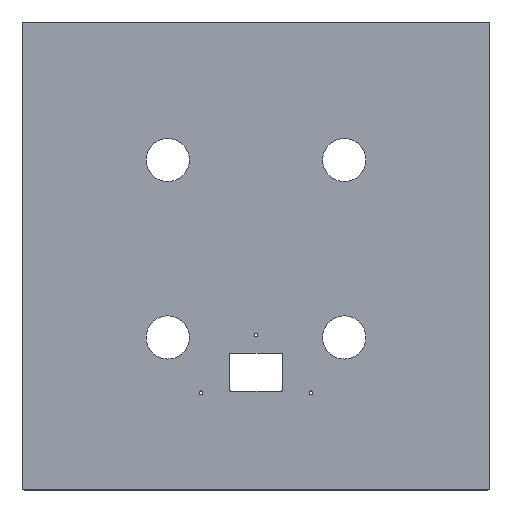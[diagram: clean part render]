
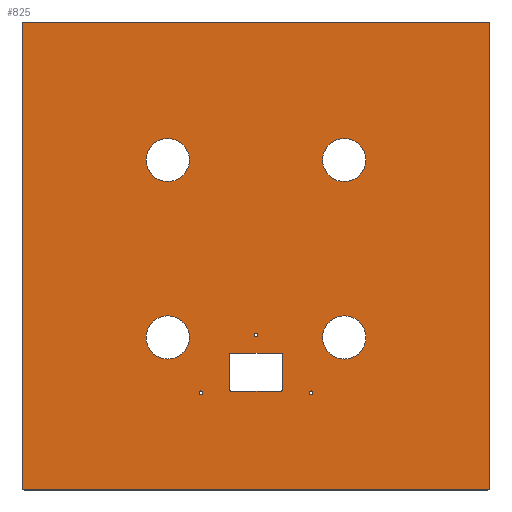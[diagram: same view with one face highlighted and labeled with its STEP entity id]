
A CAD part, top view. The second image highlights one B-rep face of the part: STEP entity #825.
In plain terms, the highlighted planar face has unit normal (0, 0, 1).
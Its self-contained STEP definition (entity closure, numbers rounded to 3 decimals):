
#42 = VERTEX_POINT('',#43);
#43 = CARTESIAN_POINT('',(-220.111,209.776,
    20.1));
#49 = EDGE_CURVE('',#42,#50,#52,.T.);
#50 = VERTEX_POINT('',#51);
#51 = CARTESIAN_POINT('',(-220.111,-219.224,
    20.1));
#52 = LINE('',#53,#54);
#53 = CARTESIAN_POINT('',(-220.111,209.776,
    20.1));
#54 = VECTOR('',#55,1.);
#55 = DIRECTION('',(0.,-1.,0.));
#80 = EDGE_CURVE('',#50,#81,#83,.T.);
#81 = VERTEX_POINT('',#82);
#82 = CARTESIAN_POINT('',(-218.111,-221.224,
    20.1));
#83 = CIRCLE('',#84,2.);
#84 = AXIS2_PLACEMENT_3D('',#85,#86,#87);
#85 = CARTESIAN_POINT('',(-218.111,-219.224,
    20.1));
#86 = DIRECTION('',(0.,0.,1.));
#87 = DIRECTION('',(1.,0.,0.));
#113 = EDGE_CURVE('',#81,#114,#116,.T.);
#114 = VERTEX_POINT('',#115);
#115 = CARTESIAN_POINT('',(210.889,-221.224,
    20.1));
#116 = LINE('',#117,#118);
#117 = CARTESIAN_POINT('',(-218.111,-221.224,
    20.1));
#118 = VECTOR('',#119,1.);
#119 = DIRECTION('',(1.,0.,0.));
#144 = EDGE_CURVE('',#114,#145,#147,.T.);
#145 = VERTEX_POINT('',#146);
#146 = CARTESIAN_POINT('',(212.889,-219.224,
    20.1));
#147 = CIRCLE('',#148,2.);
#148 = AXIS2_PLACEMENT_3D('',#149,#150,#151);
#149 = CARTESIAN_POINT('',(210.889,-219.224,
    20.1));
#150 = DIRECTION('',(0.,0.,1.));
#151 = DIRECTION('',(1.,0.,0.));
#177 = EDGE_CURVE('',#145,#178,#180,.T.);
#178 = VERTEX_POINT('',#179);
#179 = CARTESIAN_POINT('',(212.889,209.776,
    20.1));
#180 = LINE('',#181,#182);
#181 = CARTESIAN_POINT('',(212.889,-219.224,
    20.1));
#182 = VECTOR('',#183,1.);
#183 = DIRECTION('',(0.,1.,0.));
#208 = EDGE_CURVE('',#178,#209,#211,.T.);
#209 = VERTEX_POINT('',#210);
#210 = CARTESIAN_POINT('',(210.889,211.776,
    20.1));
#211 = CIRCLE('',#212,2.);
#212 = AXIS2_PLACEMENT_3D('',#213,#214,#215);
#213 = CARTESIAN_POINT('',(210.889,209.776,
    20.1));
#214 = DIRECTION('',(0.,0.,1.));
#215 = DIRECTION('',(1.,0.,0.));
#241 = EDGE_CURVE('',#209,#242,#244,.T.);
#242 = VERTEX_POINT('',#243);
#243 = CARTESIAN_POINT('',(-218.111,211.776,
    20.1));
#244 = LINE('',#245,#246);
#245 = CARTESIAN_POINT('',(210.889,211.776,
    20.1));
#246 = VECTOR('',#247,1.);
#247 = DIRECTION('',(-1.,0.,0.));
#272 = EDGE_CURVE('',#242,#42,#273,.T.);
#273 = CIRCLE('',#274,2.);
#274 = AXIS2_PLACEMENT_3D('',#275,#276,#277);
#275 = CARTESIAN_POINT('',(-218.111,209.776,
    20.1));
#276 = DIRECTION('',(0.,0.,1.));
#277 = DIRECTION('',(1.,0.,0.));
#298 = VERTEX_POINT('',#299);
#299 = CARTESIAN_POINT('',(-26.161,-129.764,
    20.1));
#305 = EDGE_CURVE('',#298,#306,#308,.T.);
#306 = VERTEX_POINT('',#307);
#307 = CARTESIAN_POINT('',(18.939,-129.764,
    20.1));
#308 = LINE('',#309,#310);
#309 = CARTESIAN_POINT('',(-26.161,-129.764,
    20.1));
#310 = VECTOR('',#311,1.);
#311 = DIRECTION('',(1.,0.,0.));
#336 = EDGE_CURVE('',#306,#337,#339,.T.);
#337 = VERTEX_POINT('',#338);
#338 = CARTESIAN_POINT('',(20.939,-127.764,
    20.1));
#339 = CIRCLE('',#340,2.);
#340 = AXIS2_PLACEMENT_3D('',#341,#342,#343);
#341 = CARTESIAN_POINT('',(18.939,-127.764,
    20.1));
#342 = DIRECTION('',(0.,0.,1.));
#343 = DIRECTION('',(1.,0.,0.));
#369 = EDGE_CURVE('',#337,#370,#372,.T.);
#370 = VERTEX_POINT('',#371);
#371 = CARTESIAN_POINT('',(20.939,-96.651,
    20.1));
#372 = LINE('',#373,#374);
#373 = CARTESIAN_POINT('',(20.939,-127.764,
    20.1));
#374 = VECTOR('',#375,1.);
#375 = DIRECTION('',(0.,1.,0.));
#400 = EDGE_CURVE('',#370,#401,#403,.T.);
#401 = VERTEX_POINT('',#402);
#402 = CARTESIAN_POINT('',(18.939,-94.651,
    20.1));
#403 = CIRCLE('',#404,2.);
#404 = AXIS2_PLACEMENT_3D('',#405,#406,#407);
#405 = CARTESIAN_POINT('',(18.939,-96.651,
    20.1));
#406 = DIRECTION('',(0.,0.,1.));
#407 = DIRECTION('',(1.,0.,0.));
#433 = EDGE_CURVE('',#401,#434,#436,.T.);
#434 = VERTEX_POINT('',#435);
#435 = CARTESIAN_POINT('',(-26.161,-94.651,
    20.1));
#436 = LINE('',#437,#438);
#437 = CARTESIAN_POINT('',(18.939,-94.651,
    20.1));
#438 = VECTOR('',#439,1.);
#439 = DIRECTION('',(-1.,0.,0.));
#464 = EDGE_CURVE('',#434,#465,#467,.T.);
#465 = VERTEX_POINT('',#466);
#466 = CARTESIAN_POINT('',(-28.161,-96.651,
    20.1));
#467 = CIRCLE('',#468,2.);
#468 = AXIS2_PLACEMENT_3D('',#469,#470,#471);
#469 = CARTESIAN_POINT('',(-26.161,-96.651,
    20.1));
#470 = DIRECTION('',(0.,0.,1.));
#471 = DIRECTION('',(1.,0.,0.));
#497 = EDGE_CURVE('',#465,#498,#500,.T.);
#498 = VERTEX_POINT('',#499);
#499 = CARTESIAN_POINT('',(-28.161,-127.764,
    20.1));
#500 = LINE('',#501,#502);
#501 = CARTESIAN_POINT('',(-28.161,-96.651,
    20.1));
#502 = VECTOR('',#503,1.);
#503 = DIRECTION('',(0.,-1.,0.));
#528 = EDGE_CURVE('',#498,#298,#529,.T.);
#529 = CIRCLE('',#530,2.);
#530 = AXIS2_PLACEMENT_3D('',#531,#532,#533);
#531 = CARTESIAN_POINT('',(-26.161,-127.764,
    20.1));
#532 = DIRECTION('',(0.,0.,1.));
#533 = DIRECTION('',(1.,0.,0.));
#554 = VERTEX_POINT('',#555);
#555 = CARTESIAN_POINT('',(98.066,84.072,
    20.1));
#561 = EDGE_CURVE('',#554,#554,#562,.T.);
#562 = CIRCLE('',#563,20.);
#563 = AXIS2_PLACEMENT_3D('',#564,#565,#566);
#564 = CARTESIAN_POINT('',(78.066,84.072,
    20.1));
#565 = DIRECTION('',(0.,0.,1.));
#566 = DIRECTION('',(1.,0.,0.));
#587 = VERTEX_POINT('',#588);
#588 = CARTESIAN_POINT('',(-65.288,84.072,
    20.1));
#594 = EDGE_CURVE('',#587,#587,#595,.T.);
#595 = CIRCLE('',#596,20.);
#596 = AXIS2_PLACEMENT_3D('',#597,#598,#599);
#597 = CARTESIAN_POINT('',(-85.288,84.072,
    20.1));
#598 = DIRECTION('',(0.,0.,1.));
#599 = DIRECTION('',(1.,0.,0.));
#620 = VERTEX_POINT('',#621);
#621 = CARTESIAN_POINT('',(98.066,-80.078,
    20.1));
#627 = EDGE_CURVE('',#620,#620,#628,.T.);
#628 = CIRCLE('',#629,20.);
#629 = AXIS2_PLACEMENT_3D('',#630,#631,#632);
#630 = CARTESIAN_POINT('',(78.066,-80.078,
    20.1));
#631 = DIRECTION('',(0.,0.,1.));
#632 = DIRECTION('',(1.,0.,0.));
#653 = VERTEX_POINT('',#654);
#654 = CARTESIAN_POINT('',(-65.288,-80.078,
    20.1));
#660 = EDGE_CURVE('',#653,#653,#661,.T.);
#661 = CIRCLE('',#662,20.);
#662 = AXIS2_PLACEMENT_3D('',#663,#664,#665);
#663 = CARTESIAN_POINT('',(-85.288,-80.078,
    20.1));
#664 = DIRECTION('',(0.,0.,1.));
#665 = DIRECTION('',(1.,0.,0.));
#686 = VERTEX_POINT('',#687);
#687 = CARTESIAN_POINT('',(48.956,-131.224,
    20.1));
#693 = EDGE_CURVE('',#686,#686,#694,.T.);
#694 = CIRCLE('',#695,1.6);
#695 = AXIS2_PLACEMENT_3D('',#696,#697,#698);
#696 = CARTESIAN_POINT('',(47.356,-131.224,
    20.1));
#697 = DIRECTION('',(0.,0.,1.));
#698 = DIRECTION('',(1.,0.,0.));
#719 = VERTEX_POINT('',#720);
#720 = CARTESIAN_POINT('',(-52.978,-131.224,
    20.1));
#726 = EDGE_CURVE('',#719,#719,#727,.T.);
#727 = CIRCLE('',#728,1.6);
#728 = AXIS2_PLACEMENT_3D('',#729,#730,#731);
#729 = CARTESIAN_POINT('',(-54.578,-131.224,
    20.1));
#730 = DIRECTION('',(0.,0.,1.));
#731 = DIRECTION('',(1.,0.,0.));
#752 = VERTEX_POINT('',#753);
#753 = CARTESIAN_POINT('',(-2.011,-78.002,
    20.1));
#759 = EDGE_CURVE('',#752,#752,#760,.T.);
#760 = CIRCLE('',#761,1.6);
#761 = AXIS2_PLACEMENT_3D('',#762,#763,#764);
#762 = CARTESIAN_POINT('',(-3.611,-78.002,
    20.1));
#763 = DIRECTION('',(0.,0.,1.));
#764 = DIRECTION('',(1.,0.,0.));
#825 = ADVANCED_FACE('',(#826,#836,#846,#849,#852,#855,#858,#861,#864),
  #867,.T.);
#826 = FACE_BOUND('',#827,.T.);
#827 = EDGE_LOOP('',(#828,#829,#830,#831,#832,#833,#834,#835));
#828 = ORIENTED_EDGE('',*,*,#49,.T.);
#829 = ORIENTED_EDGE('',*,*,#80,.T.);
#830 = ORIENTED_EDGE('',*,*,#113,.T.);
#831 = ORIENTED_EDGE('',*,*,#144,.T.);
#832 = ORIENTED_EDGE('',*,*,#177,.T.);
#833 = ORIENTED_EDGE('',*,*,#208,.T.);
#834 = ORIENTED_EDGE('',*,*,#241,.T.);
#835 = ORIENTED_EDGE('',*,*,#272,.T.);
#836 = FACE_BOUND('',#837,.F.);
#837 = EDGE_LOOP('',(#838,#839,#840,#841,#842,#843,#844,#845));
#838 = ORIENTED_EDGE('',*,*,#305,.T.);
#839 = ORIENTED_EDGE('',*,*,#336,.T.);
#840 = ORIENTED_EDGE('',*,*,#369,.T.);
#841 = ORIENTED_EDGE('',*,*,#400,.T.);
#842 = ORIENTED_EDGE('',*,*,#433,.T.);
#843 = ORIENTED_EDGE('',*,*,#464,.T.);
#844 = ORIENTED_EDGE('',*,*,#497,.T.);
#845 = ORIENTED_EDGE('',*,*,#528,.T.);
#846 = FACE_BOUND('',#847,.F.);
#847 = EDGE_LOOP('',(#848));
#848 = ORIENTED_EDGE('',*,*,#561,.T.);
#849 = FACE_BOUND('',#850,.F.);
#850 = EDGE_LOOP('',(#851));
#851 = ORIENTED_EDGE('',*,*,#594,.T.);
#852 = FACE_BOUND('',#853,.F.);
#853 = EDGE_LOOP('',(#854));
#854 = ORIENTED_EDGE('',*,*,#627,.T.);
#855 = FACE_BOUND('',#856,.F.);
#856 = EDGE_LOOP('',(#857));
#857 = ORIENTED_EDGE('',*,*,#660,.T.);
#858 = FACE_BOUND('',#859,.F.);
#859 = EDGE_LOOP('',(#860));
#860 = ORIENTED_EDGE('',*,*,#693,.T.);
#861 = FACE_BOUND('',#862,.F.);
#862 = EDGE_LOOP('',(#863));
#863 = ORIENTED_EDGE('',*,*,#726,.T.);
#864 = FACE_BOUND('',#865,.F.);
#865 = EDGE_LOOP('',(#866));
#866 = ORIENTED_EDGE('',*,*,#759,.T.);
#867 = PLANE('',#868);
#868 = AXIS2_PLACEMENT_3D('',#869,#870,#871);
#869 = CARTESIAN_POINT('',(-3.611,-12.281,
    20.1));
#870 = DIRECTION('',(0.,0.,1.));
#871 = DIRECTION('',(1.,0.,0.));
